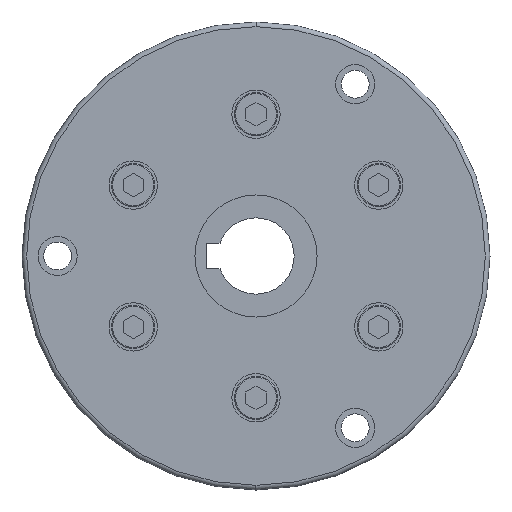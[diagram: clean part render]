
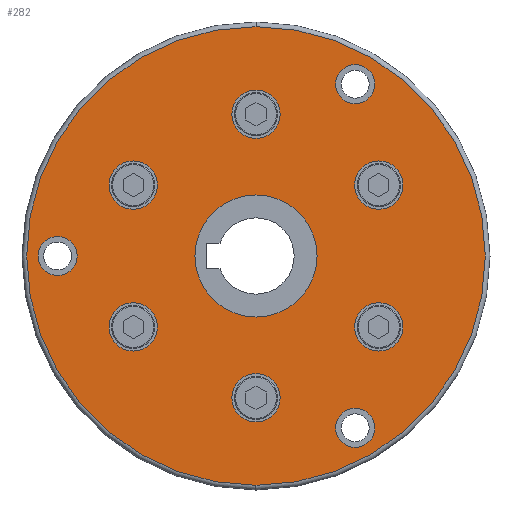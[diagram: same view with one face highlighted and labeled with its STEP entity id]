
A CAD part, left-side view. The second image highlights one B-rep face of the part: STEP entity #282.
In plain terms, the highlighted planar face has unit normal (-1, 0, 0).
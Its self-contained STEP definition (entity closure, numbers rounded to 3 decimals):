
#282=ADVANCED_FACE('',(#802,#803,#804,#805,#806,#807,#808,#809,#810,#811,#812),#813,.T.);
#802=FACE_BOUND('',#1338,.T.);
#803=FACE_BOUND('',#1339,.T.);
#804=FACE_BOUND('',#1340,.T.);
#805=FACE_BOUND('',#1341,.T.);
#806=FACE_BOUND('',#1342,.T.);
#807=FACE_BOUND('',#1343,.T.);
#808=FACE_BOUND('',#1344,.T.);
#809=FACE_BOUND('',#1345,.T.);
#810=FACE_BOUND('',#1346,.T.);
#811=FACE_OUTER_BOUND('',#1347,.T.);
#812=FACE_BOUND('',#1348,.T.);
#813=PLANE('',#1349);
#1338=EDGE_LOOP('',(#3212,#3213));
#1339=EDGE_LOOP('',(#3214,#3215));
#1340=EDGE_LOOP('',(#3216,#3217));
#1341=EDGE_LOOP('',(#3218,#3219));
#1342=EDGE_LOOP('',(#3220,#3221));
#1343=EDGE_LOOP('',(#3222,#3223));
#1344=EDGE_LOOP('',(#3224,#3225));
#1345=EDGE_LOOP('',(#3226,#3227));
#1346=EDGE_LOOP('',(#3228,#3229));
#1347=EDGE_LOOP('',(#3230,#3231,#3232));
#1348=EDGE_LOOP('',(#3233,#3234));
#1349=AXIS2_PLACEMENT_3D('',#3235,#3236,#3237);
#3212=ORIENTED_EDGE('',*,*,#3524,.T.);
#3213=ORIENTED_EDGE('',*,*,#3521,.T.);
#3214=ORIENTED_EDGE('',*,*,#3528,.T.);
#3215=ORIENTED_EDGE('',*,*,#3513,.T.);
#3216=ORIENTED_EDGE('',*,*,#3532,.T.);
#3217=ORIENTED_EDGE('',*,*,#3505,.T.);
#3218=ORIENTED_EDGE('',*,*,#3397,.T.);
#3219=ORIENTED_EDGE('',*,*,#3724,.T.);
#3220=ORIENTED_EDGE('',*,*,#3384,.T.);
#3221=ORIENTED_EDGE('',*,*,#3748,.T.);
#3222=ORIENTED_EDGE('',*,*,#3371,.T.);
#3223=ORIENTED_EDGE('',*,*,#3772,.T.);
#3224=ORIENTED_EDGE('',*,*,#3358,.T.);
#3225=ORIENTED_EDGE('',*,*,#3796,.T.);
#3226=ORIENTED_EDGE('',*,*,#3345,.T.);
#3227=ORIENTED_EDGE('',*,*,#3820,.T.);
#3228=ORIENTED_EDGE('',*,*,#3332,.T.);
#3229=ORIENTED_EDGE('',*,*,#3844,.T.);
#3230=ORIENTED_EDGE('',*,*,#3873,.T.);
#3231=ORIENTED_EDGE('',*,*,#3296,.T.);
#3232=ORIENTED_EDGE('',*,*,#3874,.T.);
#3233=ORIENTED_EDGE('',*,*,#3286,.T.);
#3234=ORIENTED_EDGE('',*,*,#3875,.T.);
#3235=CARTESIAN_POINT('',(1.0,0.0,0.0));
#3236=DIRECTION('',(-1.0,0.0,0.0));
#3237=DIRECTION('',(0.0,0.0,1.0));
#3286=EDGE_CURVE('',#3882,#3886,#3888,.T.);
#3296=EDGE_CURVE('',#3902,#3904,#3906,.T.);
#3332=EDGE_CURVE('',#3973,#3970,#3974,.T.);
#3345=EDGE_CURVE('',#3998,#3995,#3999,.T.);
#3358=EDGE_CURVE('',#4023,#4020,#4024,.T.);
#3371=EDGE_CURVE('',#4048,#4045,#4049,.T.);
#3384=EDGE_CURVE('',#4073,#4070,#4074,.T.);
#3397=EDGE_CURVE('',#4098,#4095,#4099,.T.);
#3505=EDGE_CURVE('',#4300,#4304,#4306,.T.);
#3513=EDGE_CURVE('',#4316,#4320,#4322,.T.);
#3521=EDGE_CURVE('',#4332,#4336,#4338,.T.);
#3524=EDGE_CURVE('',#4336,#4332,#4341,.T.);
#3528=EDGE_CURVE('',#4320,#4316,#4345,.T.);
#3532=EDGE_CURVE('',#4304,#4300,#4349,.T.);
#3724=EDGE_CURVE('',#4095,#4098,#4644,.T.);
#3748=EDGE_CURVE('',#4070,#4073,#4681,.T.);
#3772=EDGE_CURVE('',#4045,#4048,#4718,.T.);
#3796=EDGE_CURVE('',#4020,#4023,#4755,.T.);
#3820=EDGE_CURVE('',#3995,#3998,#4792,.T.);
#3844=EDGE_CURVE('',#3970,#3973,#4829,.T.);
#3873=EDGE_CURVE('',#4870,#3902,#4871,.T.);
#3874=EDGE_CURVE('',#3904,#4870,#4872,.T.);
#3875=EDGE_CURVE('',#3886,#3882,#4873,.T.);
#3882=VERTEX_POINT('',#4882);
#3886=VERTEX_POINT('',#4887);
#3888=CIRCLE('',#4890,12.0);
#3902=VERTEX_POINT('',#4906);
#3904=VERTEX_POINT('',#4908);
#3906=CIRCLE('',#4910,45.08);
#3970=VERTEX_POINT('',#5051);
#3973=VERTEX_POINT('',#5055);
#3974=CIRCLE('',#5056,4.75);
#3995=VERTEX_POINT('',#5080);
#3998=VERTEX_POINT('',#5084);
#3999=CIRCLE('',#5085,4.75);
#4020=VERTEX_POINT('',#5109);
#4023=VERTEX_POINT('',#5113);
#4024=CIRCLE('',#5114,4.75);
#4045=VERTEX_POINT('',#5138);
#4048=VERTEX_POINT('',#5142);
#4049=CIRCLE('',#5143,4.75);
#4070=VERTEX_POINT('',#5167);
#4073=VERTEX_POINT('',#5171);
#4074=CIRCLE('',#5172,4.75);
#4095=VERTEX_POINT('',#5196);
#4098=VERTEX_POINT('',#5200);
#4099=CIRCLE('',#5201,4.75);
#4300=VERTEX_POINT('',#5437);
#4304=VERTEX_POINT('',#5442);
#4306=CIRCLE('',#5445,3.85);
#4316=VERTEX_POINT('',#5457);
#4320=VERTEX_POINT('',#5462);
#4322=CIRCLE('',#5465,3.85);
#4332=VERTEX_POINT('',#5477);
#4336=VERTEX_POINT('',#5482);
#4338=CIRCLE('',#5485,3.85);
#4341=CIRCLE('',#5488,3.85);
#4345=CIRCLE('',#5492,3.85);
#4349=CIRCLE('',#5496,3.85);
#4644=CIRCLE('',#5931,4.75);
#4681=CIRCLE('',#5986,4.75);
#4718=CIRCLE('',#6041,4.75);
#4755=CIRCLE('',#6096,4.75);
#4792=CIRCLE('',#6151,4.75);
#4829=CIRCLE('',#6206,4.75);
#4870=VERTEX_POINT('',#6255);
#4871=CIRCLE('',#6256,45.08);
#4872=CIRCLE('',#6257,45.08);
#4873=CIRCLE('',#6258,12.0);
#4882=CARTESIAN_POINT('',(1.0,0.0,-12.0));
#4887=CARTESIAN_POINT('',(1.0,0.,12.0));
#4890=AXIS2_PLACEMENT_3D('',#6271,#6272,#6273);
#4906=CARTESIAN_POINT('',(1.0,0.,45.08));
#4908=CARTESIAN_POINT('',(1.0,0.,-45.08));
#4910=AXIS2_PLACEMENT_3D('',#6297,#6298,#6299);
#5051=CARTESIAN_POINT('',(1.0,28.258,16.315));
#5055=CARTESIAN_POINT('',(1.0,20.031,11.565));
#5056=AXIS2_PLACEMENT_3D('',#6374,#6375,#6376);
#5080=CARTESIAN_POINT('',(1.0,0.,32.63));
#5084=CARTESIAN_POINT('',(1.0,0.,23.13));
#5085=AXIS2_PLACEMENT_3D('',#6405,#6406,#6407);
#5109=CARTESIAN_POINT('',(1.0,-28.258,16.315));
#5113=CARTESIAN_POINT('',(1.0,-20.031,11.565));
#5114=AXIS2_PLACEMENT_3D('',#6436,#6437,#6438);
#5138=CARTESIAN_POINT('',(1.0,-28.258,-16.315));
#5142=CARTESIAN_POINT('',(1.0,-20.031,-11.565));
#5143=AXIS2_PLACEMENT_3D('',#6467,#6468,#6469);
#5167=CARTESIAN_POINT('',(1.0,0.,-32.63));
#5171=CARTESIAN_POINT('',(1.0,0.,-23.13));
#5172=AXIS2_PLACEMENT_3D('',#6498,#6499,#6500);
#5196=CARTESIAN_POINT('',(1.0,28.258,-16.315));
#5200=CARTESIAN_POINT('',(1.0,20.031,-11.565));
#5201=AXIS2_PLACEMENT_3D('',#6529,#6530,#6531);
#5437=CARTESIAN_POINT('',(1.0,39.0,-3.85));
#5442=CARTESIAN_POINT('',(1.0,39.0,3.85));
#5445=AXIS2_PLACEMENT_3D('',#6779,#6780,#6781);
#5457=CARTESIAN_POINT('',(1.0,-16.166,35.7));
#5462=CARTESIAN_POINT('',(1.0,-22.834,31.85));
#5465=AXIS2_PLACEMENT_3D('',#6795,#6796,#6797);
#5477=CARTESIAN_POINT('',(1.0,-22.834,-31.85));
#5482=CARTESIAN_POINT('',(1.0,-16.166,-35.7));
#5485=AXIS2_PLACEMENT_3D('',#6811,#6812,#6813);
#5488=AXIS2_PLACEMENT_3D('',#6820,#6821,#6822);
#5492=AXIS2_PLACEMENT_3D('',#6832,#6833,#6834);
#5496=AXIS2_PLACEMENT_3D('',#6844,#6845,#6846);
#5931=AXIS2_PLACEMENT_3D('',#7140,#7141,#7142);
#5986=AXIS2_PLACEMENT_3D('',#7176,#7177,#7178);
#6041=AXIS2_PLACEMENT_3D('',#7212,#7213,#7214);
#6096=AXIS2_PLACEMENT_3D('',#7248,#7249,#7250);
#6151=AXIS2_PLACEMENT_3D('',#7284,#7285,#7286);
#6206=AXIS2_PLACEMENT_3D('',#7320,#7321,#7322);
#6255=CARTESIAN_POINT('',(1.,-45.08,0.));
#6256=AXIS2_PLACEMENT_3D('',#7391,#7392,#7393);
#6257=AXIS2_PLACEMENT_3D('',#7394,#7395,#7396);
#6258=AXIS2_PLACEMENT_3D('',#7397,#7398,#7399);
#6271=CARTESIAN_POINT('',(1.0,0.0,0.0));
#6272=DIRECTION('',(1.0,0.0,0.0));
#6273=DIRECTION('',(0.0,0.0,-1.0));
#6297=CARTESIAN_POINT('',(1.0,0.,0.));
#6298=DIRECTION('',(-1.0,-0.0,0.0));
#6299=DIRECTION('',(0.0,-1.0,0.));
#6374=CARTESIAN_POINT('',(1.0,24.145,13.94));
#6375=DIRECTION('',(1.0,0.0,-0.0));
#6376=DIRECTION('',(0.0,0.866,0.5));
#6405=CARTESIAN_POINT('',(1.0,0.,27.88));
#6406=DIRECTION('',(1.0,0.0,-0.0));
#6407=DIRECTION('',(0.0,0.,1.0));
#6436=CARTESIAN_POINT('',(1.0,-24.145,13.94));
#6437=DIRECTION('',(1.0,0.0,0.0));
#6438=DIRECTION('',(0.0,-0.866,0.5));
#6467=CARTESIAN_POINT('',(1.0,-24.145,-13.94));
#6468=DIRECTION('',(1.0,0.0,0.0));
#6469=DIRECTION('',(0.0,-0.866,-0.5));
#6498=CARTESIAN_POINT('',(1.0,0.,-27.88));
#6499=DIRECTION('',(1.0,0.0,0.0));
#6500=DIRECTION('',(0.0,0.,-1.0));
#6529=CARTESIAN_POINT('',(1.0,24.145,-13.94));
#6530=DIRECTION('',(1.0,0.0,0.0));
#6531=DIRECTION('',(0.0,0.866,-0.5));
#6779=CARTESIAN_POINT('',(1.0,39.0,0.0));
#6780=DIRECTION('',(1.0,0.0,0.0));
#6781=DIRECTION('',(0.0,0.0,-1.0));
#6795=CARTESIAN_POINT('',(1.0,-19.5,33.775));
#6796=DIRECTION('',(1.0,0.0,-0.0));
#6797=DIRECTION('',(0.0,0.866,0.5));
#6811=CARTESIAN_POINT('',(1.0,-19.5,-33.775));
#6812=DIRECTION('',(1.0,0.0,0.0));
#6813=DIRECTION('',(0.0,-0.866,0.5));
#6820=CARTESIAN_POINT('',(1.0,-19.5,-33.775));
#6821=DIRECTION('',(1.0,0.0,0.0));
#6822=DIRECTION('',(0.0,-0.866,0.5));
#6832=CARTESIAN_POINT('',(1.0,-19.5,33.775));
#6833=DIRECTION('',(1.0,0.0,-0.0));
#6834=DIRECTION('',(0.0,0.866,0.5));
#6844=CARTESIAN_POINT('',(1.0,39.0,0.0));
#6845=DIRECTION('',(1.0,0.0,0.0));
#6846=DIRECTION('',(0.0,0.0,-1.0));
#7140=CARTESIAN_POINT('',(1.0,24.145,-13.94));
#7141=DIRECTION('',(1.0,0.0,0.0));
#7142=DIRECTION('',(0.0,0.866,-0.5));
#7176=CARTESIAN_POINT('',(1.0,0.,-27.88));
#7177=DIRECTION('',(1.0,0.0,0.0));
#7178=DIRECTION('',(0.0,0.,-1.0));
#7212=CARTESIAN_POINT('',(1.0,-24.145,-13.94));
#7213=DIRECTION('',(1.0,0.0,0.0));
#7214=DIRECTION('',(0.0,-0.866,-0.5));
#7248=CARTESIAN_POINT('',(1.0,-24.145,13.94));
#7249=DIRECTION('',(1.0,0.0,0.0));
#7250=DIRECTION('',(0.0,-0.866,0.5));
#7284=CARTESIAN_POINT('',(1.0,0.,27.88));
#7285=DIRECTION('',(1.0,0.0,-0.0));
#7286=DIRECTION('',(0.0,0.,1.0));
#7320=CARTESIAN_POINT('',(1.0,24.145,13.94));
#7321=DIRECTION('',(1.0,0.0,-0.0));
#7322=DIRECTION('',(0.0,0.866,0.5));
#7391=CARTESIAN_POINT('',(1.0,0.,0.));
#7392=DIRECTION('',(-1.0,-0.0,0.0));
#7393=DIRECTION('',(0.0,-1.0,0.));
#7394=CARTESIAN_POINT('',(1.0,0.,0.));
#7395=DIRECTION('',(-1.0,-0.0,0.0));
#7396=DIRECTION('',(0.0,-1.0,0.));
#7397=CARTESIAN_POINT('',(1.0,0.0,0.0));
#7398=DIRECTION('',(1.0,0.0,0.0));
#7399=DIRECTION('',(0.0,0.0,-1.0));
